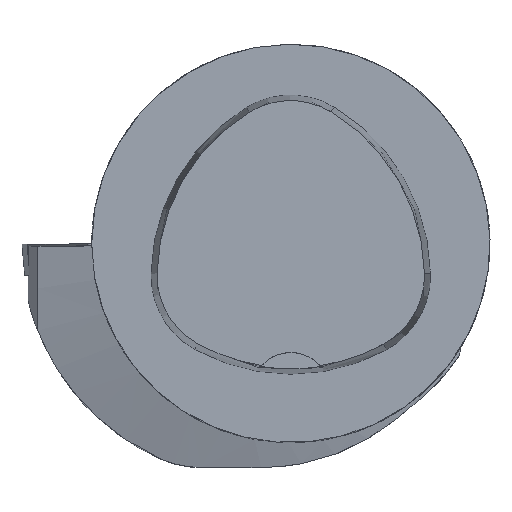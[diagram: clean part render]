
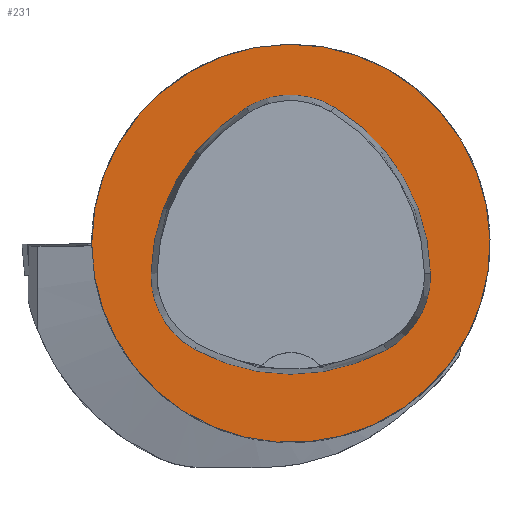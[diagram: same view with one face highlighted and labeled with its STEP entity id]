
A CAD part, top view. The second image highlights one B-rep face of the part: STEP entity #231.
In plain terms, the highlighted planar face has unit normal (0, 0, 1).
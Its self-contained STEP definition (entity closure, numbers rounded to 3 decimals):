
#231=ADVANCED_FACE('',(#457,#458),#280,.T.);
#280=PLANE('',#1327);
#457=FACE_BOUND('',#512,.T.);
#458=FACE_BOUND('',#513,.T.);
#512=EDGE_LOOP('',(#728,#729,#730,#731,#732,#733));
#513=EDGE_LOOP('',(#734));
#728=ORIENTED_EDGE('',*,*,#1078,.T.);
#729=ORIENTED_EDGE('',*,*,#1058,.T.);
#730=ORIENTED_EDGE('',*,*,#1062,.T.);
#731=ORIENTED_EDGE('',*,*,#1065,.T.);
#732=ORIENTED_EDGE('',*,*,#1068,.T.);
#733=ORIENTED_EDGE('',*,*,#1076,.T.);
#734=ORIENTED_EDGE('',*,*,#1033,.F.);
#916=VERTEX_POINT('',#1961);
#936=VERTEX_POINT('',#2055);
#937=VERTEX_POINT('',#2056);
#940=VERTEX_POINT('',#2064);
#942=VERTEX_POINT('',#2070);
#944=VERTEX_POINT('',#2076);
#951=VERTEX_POINT('',#2097);
#1033=EDGE_CURVE('',#916,#916,#1132,.T.);
#1058=EDGE_CURVE('',#936,#937,#1138,.T.);
#1062=EDGE_CURVE('',#937,#940,#1140,.T.);
#1065=EDGE_CURVE('',#940,#942,#1142,.T.);
#1068=EDGE_CURVE('',#942,#944,#1144,.T.);
#1076=EDGE_CURVE('',#944,#951,#1148,.T.);
#1078=EDGE_CURVE('',#951,#936,#1150,.T.);
#1132=CIRCLE('',#1292,20.);
#1138=CIRCLE('',#1305,20.);
#1140=CIRCLE('',#1308,8.5);
#1142=CIRCLE('',#1311,20.);
#1144=CIRCLE('',#1314,8.5);
#1148=CIRCLE('',#1319,20.);
#1150=CIRCLE('',#1322,8.5);
#1292=AXIS2_PLACEMENT_3D('',#1960,#1525,#1526);
#1305=AXIS2_PLACEMENT_3D('',#2054,#1557,#1558);
#1308=AXIS2_PLACEMENT_3D('',#2063,#1565,#1566);
#1311=AXIS2_PLACEMENT_3D('',#2069,#1572,#1573);
#1314=AXIS2_PLACEMENT_3D('',#2075,#1579,#1580);
#1319=AXIS2_PLACEMENT_3D('',#2098,#1591,#1592);
#1322=AXIS2_PLACEMENT_3D('',#2101,#1597,#1598);
#1327=AXIS2_PLACEMENT_3D('',#2106,#1607,#1608);
#1525=DIRECTION('',(0.,0.,-1.));
#1526=DIRECTION('',(-1.,0.,0.));
#1557=DIRECTION('',(0.,0.,-1.));
#1558=DIRECTION('',(-1.,0.,0.));
#1565=DIRECTION('',(0.,0.,-1.));
#1566=DIRECTION('',(-1.,0.,0.));
#1572=DIRECTION('',(0.,0.,-1.));
#1573=DIRECTION('',(-1.,0.,0.));
#1579=DIRECTION('',(0.,0.,-1.));
#1580=DIRECTION('',(-1.,0.,0.));
#1591=DIRECTION('',(0.,0.,-1.));
#1592=DIRECTION('',(-1.,0.,0.));
#1597=DIRECTION('',(0.,0.,-1.));
#1598=DIRECTION('',(-1.,0.,0.));
#1607=DIRECTION('',(0.,0.,1.));
#1608=DIRECTION('',(1.,0.,0.));
#1960=CARTESIAN_POINT('',(0.,0.,0.));
#1961=CARTESIAN_POINT('',(-20.,0.,0.));
#2054=CARTESIAN_POINT('',(5.955,-3.414,0.));
#2055=CARTESIAN_POINT('',(-14.041,-3.042,0.));
#2056=CARTESIAN_POINT('',(-4.472,13.653,0.));
#2063=CARTESIAN_POINT('',(-0.04,6.4,0.));
#2064=CARTESIAN_POINT('',(4.347,13.68,0.));
#2069=CARTESIAN_POINT('',(-5.976,-3.45,0.));
#2070=CARTESIAN_POINT('',(14.021,-3.075,0.));
#2075=CARTESIAN_POINT('',(5.522,-3.235,0.));
#2076=CARTESIAN_POINT('',(9.588,-10.699,0.));
#2097=CARTESIAN_POINT('',(-9.655,-10.639,0.));
#2098=CARTESIAN_POINT('',(0.022,6.864,0.));
#2101=CARTESIAN_POINT('',(-5.543,-3.2,0.));
#2106=CARTESIAN_POINT('',(0.,0.,0.));
